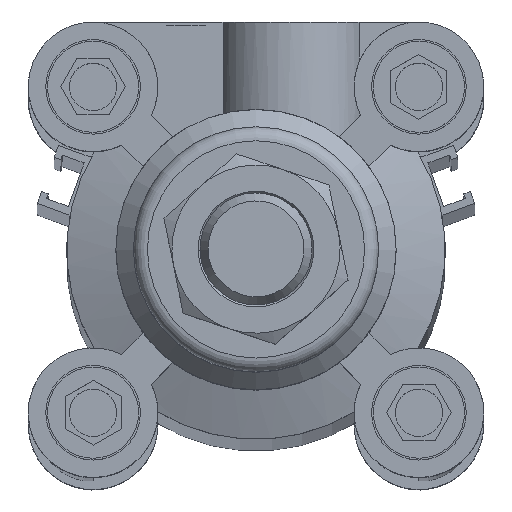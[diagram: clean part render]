
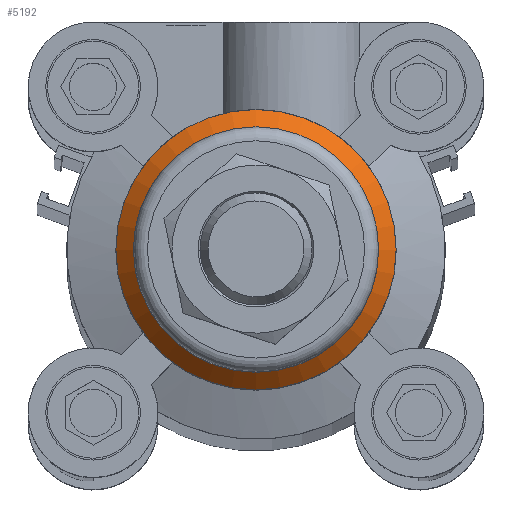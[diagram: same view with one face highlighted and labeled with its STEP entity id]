
A CAD part, top view. The second image highlights one B-rep face of the part: STEP entity #5192.
In plain terms, the highlighted conical face has half-angle 45 degrees and reference radius 18.75 mm.
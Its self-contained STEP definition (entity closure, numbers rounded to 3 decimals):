
#22=CONICAL_SURFACE('',#5693,18.75,0.785);
#2135=ORIENTED_EDGE('',*,*,#3110,.F.);
#2136=ORIENTED_EDGE('',*,*,#3080,.T.);
#3080=EDGE_CURVE('',#3666,#3666,#3973,.T.);
#3110=EDGE_CURVE('',#3686,#3686,#3993,.T.);
#3666=VERTEX_POINT('',#8360);
#3686=VERTEX_POINT('',#8450);
#3973=CIRCLE('',#5643,20.);
#3993=CIRCLE('',#5694,17.5);
#4313=EDGE_LOOP('',(#2135));
#4314=EDGE_LOOP('',(#2136));
#4733=FACE_BOUND('',#4313,.T.);
#4734=FACE_BOUND('',#4314,.T.);
#5192=ADVANCED_FACE('',(#4733,#4734),#22,.T.);
#5643=AXIS2_PLACEMENT_3D('',#8359,#6752,#6753);
#5693=AXIS2_PLACEMENT_3D('',#8448,#6858,#6859);
#5694=AXIS2_PLACEMENT_3D('',#8449,#6860,#6861);
#6752=DIRECTION('',(0.,1.,0.));
#6753=DIRECTION('',(-1.,0.,0.));
#6858=DIRECTION('',(0.,-1.,0.));
#6859=DIRECTION('',(-1.,0.,0.));
#6860=DIRECTION('',(0.,1.,0.));
#6861=DIRECTION('',(-1.,0.,0.));
#8359=CARTESIAN_POINT('',(0.,36.,0.));
#8360=CARTESIAN_POINT('',(-20.,36.,0.));
#8448=CARTESIAN_POINT('',(0.,37.25,0.));
#8449=CARTESIAN_POINT('',(0.,38.5,0.));
#8450=CARTESIAN_POINT('',(-17.5,38.5,0.));
